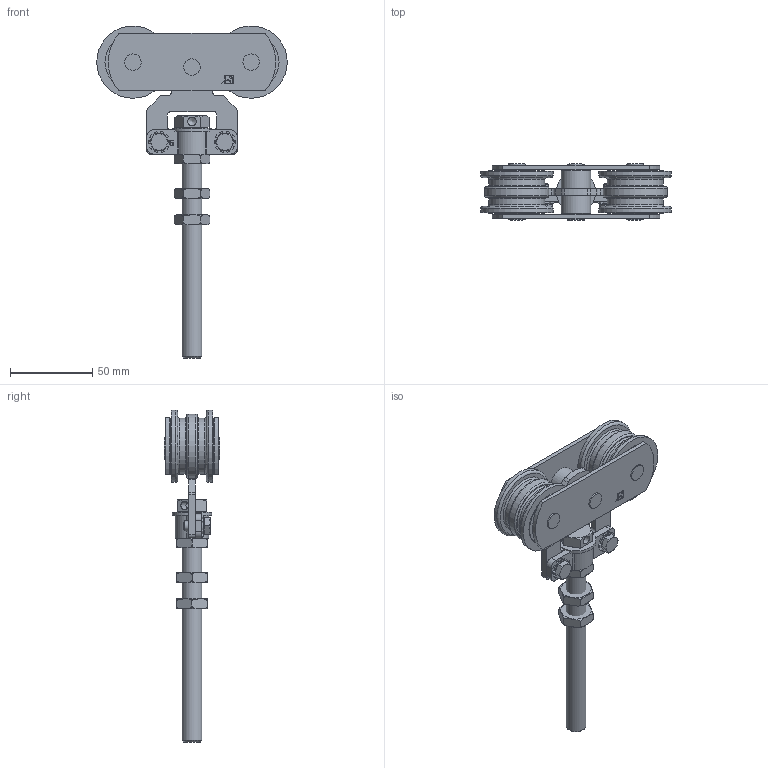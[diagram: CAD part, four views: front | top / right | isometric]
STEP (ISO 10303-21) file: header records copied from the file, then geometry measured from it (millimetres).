
FILE_DESCRIPTION(/* description */ (''),/* implementation_level */ '2;1');
FILE_NAME(/* name */ '0255AL.stp',/* time_stamp */ '2023-09-26T16:28:21+02:00',/* author */ ('Didierr'),/* organization */ (''),/* preprocessor_version */ 'ST-DEVELOPER v18.1',/* originating_system */ 'Autodesk Inventor 2021',/* authorisation */ '');
FILE_SCHEMA (('CONFIG_CONTROL_DESIGN'));
Length unit declared in the file: millimetre
Products named in the file (15): 255AL; 14592; 11002 MONT; 05045; 14991; 14991S-A; 15741; 04563; U04540; 09014; 06012; CAG5; 15018; 15657; AS606-A-NT
Assembly tree (32 placements, depth 3):
  255AL
    14592  x2
    11002 MONT  x3
    05045  x2
    14991
    14991S-A
    15741
    04563  x2
    06012  x3
    U04540
    09014  x2
    CAG5  x2
      15018
      15657
    AS606-A-NT  x2
Bounding box: 116 x 34.1 x 202.2 mm (x, y, z)
Volume: 114608.4 mm3; surface area: 72702.5 mm2
Topology: 40 solids, 40 shells, 658 faces, 1665 edges, 1091 vertices
Faces by surface type: plane 295, cylinder 287, cone 36, torus 22, bspline 18
Full cylindrical faces by diameter (mm): 1.392 x2, 4.917 x2, 5 x18, 5.2 x3, 6 x2, 6.2 x2, 6.8 x2, 7.7 x6, 7.9 x6, 8.88 x2, 10 x6, 10.106 x3, 12 x1, 12.1 x1, 14 x5, 14.2 x3, 16.63 x1, 17.5 x2, 18 x2, 23.8 x2, 24 x1, 24.15 x2, 34 x8, 39 x2, 44 x4
Entity records: 12365 total; most frequent: CARTESIAN_POINT 2510, DIRECTION 2015, ORIENTED_EDGE 1890, EDGE_CURVE 945, AXIS2_PLACEMENT_3D 761, VERTEX_POINT 621, LINE 493, VECTOR 493
